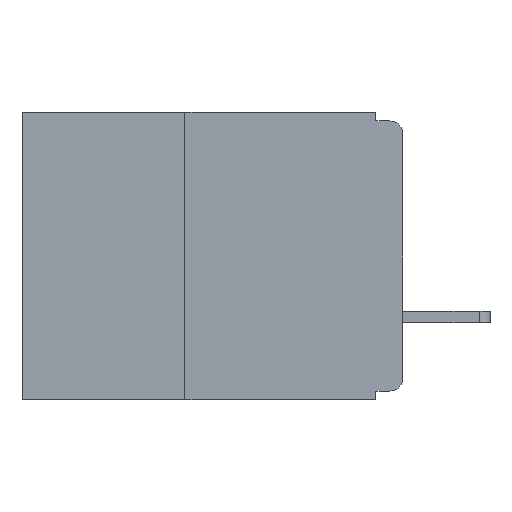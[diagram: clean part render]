
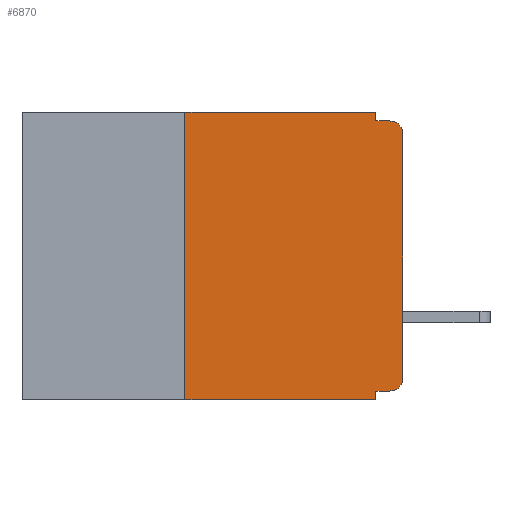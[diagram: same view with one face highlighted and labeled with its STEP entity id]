
A CAD part, left-side view. The second image highlights one B-rep face of the part: STEP entity #6870.
In plain terms, the highlighted planar face has unit normal (-1, 0, 0).
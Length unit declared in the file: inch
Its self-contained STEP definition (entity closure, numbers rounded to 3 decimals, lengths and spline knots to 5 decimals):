
#1289 = VECTOR ( 'NONE', #20883, 39.37008 ) ;
#1946 = ORIENTED_EDGE ( 'NONE', *, *, #11839, .T. ) ;
#2350 = LINE ( 'NONE', #5707, #20310 ) ;
#2876 = CARTESIAN_POINT ( 'NONE',  ( 0., 0.437, 0. ) ) ;
#3108 = EDGE_LOOP ( 'NONE', ( #5842, #1946, #9351, #28568, #12878, #15362, #26194, #28952, #16793, #16454 ) ) ;
#3709 = CARTESIAN_POINT ( 'NONE',  ( 0., 0.25, -0.33 ) ) ;
#4066 = VERTEX_POINT ( 'NONE', #13975 ) ;
#4280 = CARTESIAN_POINT ( 'NONE',  ( 0., 0.25, 0. ) ) ;
#5009 = DIRECTION ( 'NONE',  ( 0., 0., -1. ) ) ;
#5016 = DIRECTION ( 'NONE',  ( 1., 0., 0. ) ) ;
#5110 = CARTESIAN_POINT ( 'NONE',  ( 0., 0.437, 0. ) ) ;
#5243 = PLANE ( 'NONE',  #8787 ) ;
#5698 = AXIS2_PLACEMENT_3D ( 'NONE', #9242, #24916, #11492 ) ;
#5707 = CARTESIAN_POINT ( 'NONE',  ( 0., 0., -0.32 ) ) ;
#5842 = ORIENTED_EDGE ( 'NONE', *, *, #22534, .T. ) ;
#6179 = CIRCLE ( 'NONE', #10827, 0.015 ) ;
#6870 = ADVANCED_FACE ( 'NONE', ( #12382 ), #5243, .F. ) ;
#7235 = VERTEX_POINT ( 'NONE', #26310 ) ;
#7524 = VERTEX_POINT ( 'NONE', #18412 ) ;
#8351 = LINE ( 'NONE', #23750, #14305 ) ;
#8787 = AXIS2_PLACEMENT_3D ( 'NONE', #5110, #5016, #5009 ) ;
#8900 = CARTESIAN_POINT ( 'NONE',  ( 0., 0., 0. ) ) ;
#8902 = VECTOR ( 'NONE', #25816, 39.37008 ) ;
#8977 = CARTESIAN_POINT ( 'NONE',  ( 0., 0.437, -0.33 ) ) ;
#9242 = CARTESIAN_POINT ( 'NONE',  ( 0., 0.015, -0.305 ) ) ;
#9351 = ORIENTED_EDGE ( 'NONE', *, *, #20186, .F. ) ;
#9884 = EDGE_CURVE ( 'NONE', #7235, #13971, #18207, .T. ) ;
#10598 = VERTEX_POINT ( 'NONE', #28822 ) ;
#10827 = AXIS2_PLACEMENT_3D ( 'NONE', #11406, #27030, #13662 ) ;
#11022 = CARTESIAN_POINT ( 'NONE',  ( 0., 0.25, -0.33 ) ) ;
#11369 = CARTESIAN_POINT ( 'NONE',  ( 0., 0.031, 0. ) ) ;
#11406 = CARTESIAN_POINT ( 'NONE',  ( 0., 0.015, -0.025 ) ) ;
#11492 = DIRECTION ( 'NONE',  ( 0., 0., -1. ) ) ;
#11513 = CARTESIAN_POINT ( 'NONE',  ( 0., 0.015, -0.01 ) ) ;
#11752 = EDGE_CURVE ( 'NONE', #15987, #16149, #19543, .T. ) ;
#11839 = EDGE_CURVE ( 'NONE', #7524, #15478, #6179, .T. ) ;
#12382 = FACE_OUTER_BOUND ( 'NONE', #3108, .T. ) ;
#12673 = CARTESIAN_POINT ( 'NONE',  ( 0., 0.031, -0.32 ) ) ;
#12878 = ORIENTED_EDGE ( 'NONE', *, *, #24400, .F. ) ;
#13236 = LINE ( 'NONE', #2876, #1289 ) ;
#13275 = DIRECTION ( 'NONE',  ( 0., 0., 1. ) ) ;
#13287 = CARTESIAN_POINT ( 'NONE',  ( 0., 0.031, 0. ) ) ;
#13542 = VECTOR ( 'NONE', #13275, 39.37008 ) ;
#13662 = DIRECTION ( 'NONE',  ( 0., 0., -1. ) ) ;
#13971 = VERTEX_POINT ( 'NONE', #21756 ) ;
#13975 = CARTESIAN_POINT ( 'NONE',  ( 0., 0.031, -0.01 ) ) ;
#14046 = LINE ( 'NONE', #11369, #20745 ) ;
#14305 = VECTOR ( 'NONE', #25930, 39.37008 ) ;
#15073 = LINE ( 'NONE', #8900, #26250 ) ;
#15362 = ORIENTED_EDGE ( 'NONE', *, *, #11752, .F. ) ;
#15389 = EDGE_CURVE ( 'NONE', #15987, #10598, #17522, .T. ) ;
#15478 = VERTEX_POINT ( 'NONE', #11513 ) ;
#15730 = EDGE_CURVE ( 'NONE', #7235, #21650, #2350, .T. ) ;
#15987 = VERTEX_POINT ( 'NONE', #3709 ) ;
#16149 = VERTEX_POINT ( 'NONE', #4280 ) ;
#16454 = ORIENTED_EDGE ( 'NONE', *, *, #9884, .T. ) ;
#16793 = ORIENTED_EDGE ( 'NONE', *, *, #15730, .F. ) ;
#17522 = LINE ( 'NONE', #8977, #23506 ) ;
#18207 = CIRCLE ( 'NONE', #5698, 0.015 ) ;
#18412 = CARTESIAN_POINT ( 'NONE',  ( 0., 0., -0.025 ) ) ;
#19543 = LINE ( 'NONE', #11022, #13542 ) ;
#20184 = DIRECTION ( 'NONE',  ( 0., -1., 0. ) ) ;
#20186 = EDGE_CURVE ( 'NONE', #4066, #15478, #20856, .T. ) ;
#20310 = VECTOR ( 'NONE', #23711, 39.37008 ) ;
#20425 = VERTEX_POINT ( 'NONE', #13287 ) ;
#20745 = VECTOR ( 'NONE', #27000, 39.37008 ) ;
#20856 = LINE ( 'NONE', #23648, #8902 ) ;
#20883 = DIRECTION ( 'NONE',  ( 0., -1., 0. ) ) ;
#21650 = VERTEX_POINT ( 'NONE', #12673 ) ;
#21756 = CARTESIAN_POINT ( 'NONE',  ( 0., 0., -0.305 ) ) ;
#21915 = EDGE_CURVE ( 'NONE', #20425, #4066, #14046, .T. ) ;
#22534 = EDGE_CURVE ( 'NONE', #13971, #7524, #15073, .T. ) ;
#23506 = VECTOR ( 'NONE', #20184, 39.37008 ) ;
#23648 = CARTESIAN_POINT ( 'NONE',  ( 0., 0., -0.01 ) ) ;
#23711 = DIRECTION ( 'NONE',  ( 0., 1., 0. ) ) ;
#23750 = CARTESIAN_POINT ( 'NONE',  ( 0., 0.031, -0.33 ) ) ;
#24083 = EDGE_CURVE ( 'NONE', #21650, #10598, #8351, .T. ) ;
#24400 = EDGE_CURVE ( 'NONE', #16149, #20425, #13236, .T. ) ;
#24675 = DIRECTION ( 'NONE',  ( 0., 0., 1. ) ) ;
#24916 = DIRECTION ( 'NONE',  ( -1., 0., 0. ) ) ;
#25816 = DIRECTION ( 'NONE',  ( 0., -1., 0. ) ) ;
#25930 = DIRECTION ( 'NONE',  ( 0., 0., -1. ) ) ;
#26194 = ORIENTED_EDGE ( 'NONE', *, *, #15389, .T. ) ;
#26250 = VECTOR ( 'NONE', #24675, 39.37008 ) ;
#26310 = CARTESIAN_POINT ( 'NONE',  ( 0., 0.015, -0.32 ) ) ;
#27000 = DIRECTION ( 'NONE',  ( 0., 0., -1. ) ) ;
#27030 = DIRECTION ( 'NONE',  ( -1., 0., 0. ) ) ;
#28568 = ORIENTED_EDGE ( 'NONE', *, *, #21915, .F. ) ;
#28822 = CARTESIAN_POINT ( 'NONE',  ( 0., 0.031, -0.33 ) ) ;
#28952 = ORIENTED_EDGE ( 'NONE', *, *, #24083, .F. ) ;
